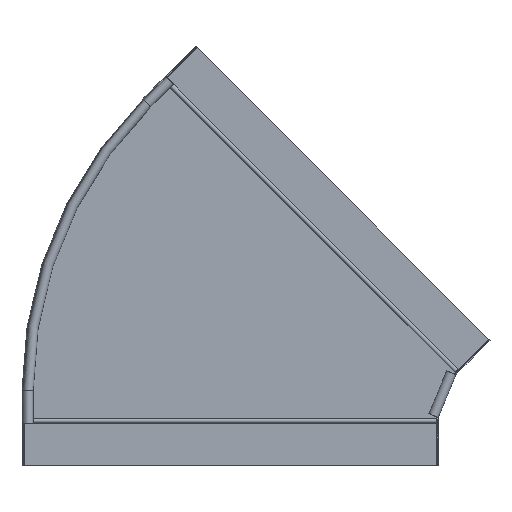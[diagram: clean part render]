
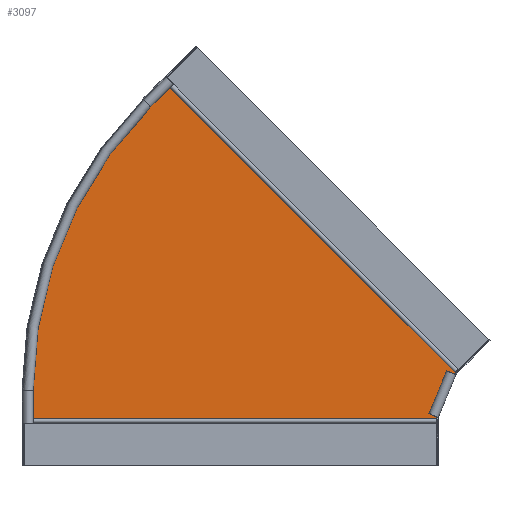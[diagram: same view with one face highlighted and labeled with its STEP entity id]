
A CAD part, top view. The second image highlights one B-rep face of the part: STEP entity #3097.
In plain terms, the highlighted planar face has unit normal (0, 0, 1).
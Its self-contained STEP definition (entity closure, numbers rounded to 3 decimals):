
#2621=DIRECTION('',(0.383,0.924,0.));
#2622=VECTOR('',#2621,57.822);
#2623=CARTESIAN_POINT('',(0.,58.485,0.));
#2624=LINE('',#2623,#2622);
#2625=CARTESIAN_POINT('',(-1.501,90.4,0.));
#2626=DIRECTION('',(0.,0.,1.));
#2627=DIRECTION('',(-0.707,0.707,0.));
#2628=AXIS2_PLACEMENT_3D('',#2625,#2626,#2627);
#2630=DIRECTION('',(-0.707,-0.707,0.));
#2631=VECTOR('',#2630,33.072);
#2632=CARTESIAN_POINT('',(-329.547,465.217,
0.));
#2633=LINE('',#2632,#2631);
#2634=DIRECTION('',(-0.707,0.707,0.));
#2635=VECTOR('',#2634,498.5);
#2636=CARTESIAN_POINT('',(22.946,112.724,
0.));
#2637=LINE('',#2636,#2635);
#2638=DIRECTION('',(0.707,0.707,0.));
#2639=VECTOR('',#2638,1.157);
#2640=CARTESIAN_POINT('',(22.128,111.906,0.));
#2641=LINE('',#2640,#2639);
#2665=DIRECTION('',(0.,-1.,0.));
#2666=VECTOR('',#2665,1.157);
#2667=CARTESIAN_POINT('',(0.,58.485,0.));
#2668=LINE('',#2667,#2666);
#2743=DIRECTION('',(0.,1.,0.));
#2744=VECTOR('',#2743,33.072);
#2745=CARTESIAN_POINT('',(-498.5,57.328,0.));
#2746=LINE('',#2745,#2744);
#2766=DIRECTION('',(-1.,0.,0.));
#2767=VECTOR('',#2766,498.5);
#2768=CARTESIAN_POINT('',(0.,57.328,0.));
#2769=LINE('',#2768,#2767);
#2838=CARTESIAN_POINT('',(-352.932,441.832,0.));
#2840=VERTEX_POINT('',#2838);
#2852=CARTESIAN_POINT('',(-498.5,57.328,0.));
#2853=VERTEX_POINT('',#2852);
#2855=CARTESIAN_POINT('',(22.128,111.906,0.));
#2857=VERTEX_POINT('',#2855);
#2862=CARTESIAN_POINT('',(0.,57.328,0.));
#2863=VERTEX_POINT('',#2862);
#2867=CARTESIAN_POINT('',(-498.5,90.4,0.));
#2869=VERTEX_POINT('',#2867);
#2872=CARTESIAN_POINT('',(22.946,112.724,
0.));
#2873=VERTEX_POINT('',#2872);
#2874=CARTESIAN_POINT('',(-329.547,465.217,
0.));
#2875=VERTEX_POINT('',#2874);
#2877=CARTESIAN_POINT('',(0.,58.485,0.));
#2879=VERTEX_POINT('',#2877);
#3077=CARTESIAN_POINT('',(-1.501,90.4,0.));
#3078=DIRECTION('',(0.,0.,-1.));
#3079=DIRECTION('',(-1.,0.,0.));
#3080=AXIS2_PLACEMENT_3D('',#3077,#3078,#3079);
#3081=PLANE('',#3080);
#3083=ORIENTED_EDGE('',*,*,#3082,.F.);
#3085=ORIENTED_EDGE('',*,*,#3084,.T.);
#3087=ORIENTED_EDGE('',*,*,#3086,.T.);
#3089=ORIENTED_EDGE('',*,*,#3088,.T.);
#3090=ORIENTED_EDGE('',*,*,#3068,.F.);
#3091=ORIENTED_EDGE('',*,*,#2981,.F.);
#3093=ORIENTED_EDGE('',*,*,#3092,.F.);
#3094=ORIENTED_EDGE('',*,*,#2937,.F.);
#3095=EDGE_LOOP('',(#3083,#3085,#3087,#3089,#3090,#3091,#3093,#3094));
#3096=FACE_OUTER_BOUND('',#3095,.F.);
#3097=ADVANCED_FACE('',(#3096),#3081,.F.);
#2629=CIRCLE('',#2628,496.999);
#2937=EDGE_CURVE('',#2857,#2873,#2641,.T.);
#2981=EDGE_CURVE('',#2875,#2840,#2633,.T.);
#3068=EDGE_CURVE('',#2840,#2869,#2629,.T.);
#3082=EDGE_CURVE('',#2879,#2857,#2624,.T.);
#3084=EDGE_CURVE('',#2879,#2863,#2668,.T.);
#3086=EDGE_CURVE('',#2863,#2853,#2769,.T.);
#3088=EDGE_CURVE('',#2853,#2869,#2746,.T.);
#3092=EDGE_CURVE('',#2873,#2875,#2637,.T.);
